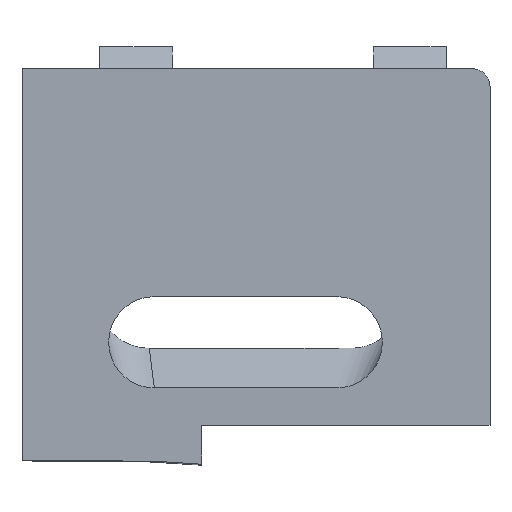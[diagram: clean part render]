
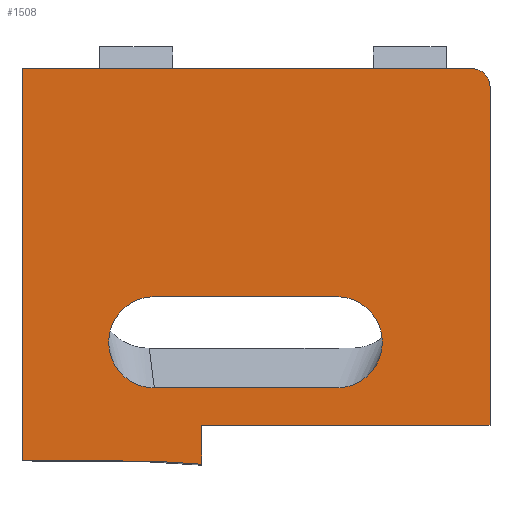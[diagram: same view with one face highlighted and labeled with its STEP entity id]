
A CAD part, top view. The second image highlights one B-rep face of the part: STEP entity #1508.
In plain terms, the highlighted planar face has unit normal (0, 0, 1).
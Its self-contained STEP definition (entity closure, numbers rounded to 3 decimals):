
#22 = VERTEX_POINT ( 'NONE', #1000 ) ;
#31 = VERTEX_POINT ( 'NONE', #430 ) ;
#34 = DIRECTION ( 'NONE',  ( 0., 1., 0. ) ) ;
#50 = ORIENTED_EDGE ( 'NONE', *, *, #1404, .F. ) ;
#57 = CARTESIAN_POINT ( 'NONE',  ( 68., 6.5, 13.1 ) ) ;
#66 = VECTOR ( 'NONE', #450, 1000. ) ;
#75 = PLANE ( 'NONE',  #702 ) ;
#134 = VECTOR ( 'NONE', #1108, 1000. ) ;
#137 = EDGE_CURVE ( 'NONE', #31, #1366, #1049, .T. ) ;
#161 = LINE ( 'NONE', #1079, #1374 ) ;
#163 = DIRECTION ( 'NONE',  ( 0., -1., 0. ) ) ;
#178 = CARTESIAN_POINT ( 'NONE',  ( 70.61, 2.315, 13.1 ) ) ;
#200 = VERTEX_POINT ( 'NONE', #817 ) ;
#207 = VECTOR ( 'NONE', #418, 1000. ) ;
#219 = EDGE_CURVE ( 'NONE', #821, #22, #758, .T. ) ;
#237 = ORIENTED_EDGE ( 'NONE', *, *, #1094, .F. ) ;
#238 = CARTESIAN_POINT ( 'NONE',  ( 86.4, 4.452, 13.1 ) ) ;
#246 = VERTEX_POINT ( 'NONE', #385 ) ;
#289 = FACE_OUTER_BOUND ( 'NONE', #1030, .T. ) ;
#300 = CARTESIAN_POINT ( 'NONE',  ( 78., 6.5, 13.1 ) ) ;
#307 = LINE ( 'NONE', #886, #134 ) ;
#318 = VERTEX_POINT ( 'NONE', #847 ) ;
#370 = ORIENTED_EDGE ( 'NONE', *, *, #445, .F. ) ;
#373 = VERTEX_POINT ( 'NONE', #1019 ) ;
#382 = EDGE_CURVE ( 'NONE', #858, #986, #776, .T. ) ;
#385 = CARTESIAN_POINT ( 'NONE',  ( 86.4, 23., 13.1 ) ) ;
#390 = DIRECTION ( 'NONE',  ( 0., 0., 1. ) ) ;
#418 = DIRECTION ( 'NONE',  ( 1., 0., 0. ) ) ;
#430 = CARTESIAN_POINT ( 'NONE',  ( 60.75, 2.508, 13.1 ) ) ;
#445 = EDGE_CURVE ( 'NONE', #557, #373, #307, .T. ) ;
#447 = LINE ( 'NONE', #916, #1376 ) ;
#450 = DIRECTION ( 'NONE',  ( 0., -1., 0. ) ) ;
#456 = VECTOR ( 'NONE', #163, 1000. ) ;
#462 = ORIENTED_EDGE ( 'NONE', *, *, #219, .F. ) ;
#489 = DIRECTION ( 'NONE',  ( -1., 0., 0. ) ) ;
#513 = EDGE_CURVE ( 'NONE', #986, #518, #1242, .T. ) ;
#518 = VERTEX_POINT ( 'NONE', #300 ) ;
#530 = CIRCLE ( 'NONE', #898, 2.5 ) ;
#550 = DIRECTION ( 'NONE',  ( 0., 0., 1. ) ) ;
#557 = VERTEX_POINT ( 'NONE', #1266 ) ;
#648 = CARTESIAN_POINT ( 'NONE',  ( 68., 9., 13.1 ) ) ;
#660 = DIRECTION ( 'NONE',  ( -1., 0., 0. ) ) ;
#694 = EDGE_CURVE ( 'NONE', #518, #200, #530, .T. ) ;
#702 = AXIS2_PLACEMENT_3D ( 'NONE', #893, #1005, #1346 ) ;
#707 = ORIENTED_EDGE ( 'NONE', *, *, #694, .F. ) ;
#725 = DIRECTION ( 'NONE',  ( 1., 0., 0. ) ) ;
#734 = EDGE_CURVE ( 'NONE', #22, #318, #1488, .T. ) ;
#758 = LINE ( 'NONE', #1216, #875 ) ;
#766 = FACE_BOUND ( 'NONE', #1391, .T. ) ;
#776 = CIRCLE ( 'NONE', #1234, 2.5 ) ;
#796 = ORIENTED_EDGE ( 'NONE', *, *, #734, .F. ) ;
#799 = ORIENTED_EDGE ( 'NONE', *, *, #137, .T. ) ;
#813 = CARTESIAN_POINT ( 'NONE',  ( 68., 11.5, 13.1 ) ) ;
#817 = CARTESIAN_POINT ( 'NONE',  ( 78., 11.5, 13.1 ) ) ;
#821 = VERTEX_POINT ( 'NONE', #238 ) ;
#823 = CARTESIAN_POINT ( 'NONE',  ( 0., 2.508, 13.1 ) ) ;
#847 = CARTESIAN_POINT ( 'NONE',  ( 70.61, 2.315, 13.1 ) ) ;
#858 = VERTEX_POINT ( 'NONE', #813 ) ;
#859 = CARTESIAN_POINT ( 'NONE',  ( 68.754, 2.503, 13.1 ) ) ;
#866 = CARTESIAN_POINT ( 'NONE',  ( 65., 2.508, 13.1 ) ) ;
#875 = VECTOR ( 'NONE', #489, 1000. ) ;
#876 = B_SPLINE_CURVE_WITH_KNOTS ( 'NONE', 3,
 ( #866, #1337, #859, #178 ),
 .UNSPECIFIED., .F., .F.,
 ( 4, 4 ),
 ( 0., 0.006 ),
 .UNSPECIFIED. ) ;
#886 = CARTESIAN_POINT ( 'NONE',  ( 60.75, 24., 13.1 ) ) ;
#893 = CARTESIAN_POINT ( 'NONE',  ( 0., 0., 13.1 ) ) ;
#898 = AXIS2_PLACEMENT_3D ( 'NONE', #1205, #390, #725 ) ;
#916 = CARTESIAN_POINT ( 'NONE',  ( 68., 11.5, 13.1 ) ) ;
#956 = EDGE_CURVE ( 'NONE', #1366, #318, #876, .T. ) ;
#962 = CARTESIAN_POINT ( 'NONE',  ( 65., 2.508, 13.1 ) ) ;
#986 = VERTEX_POINT ( 'NONE', #57 ) ;
#1000 = CARTESIAN_POINT ( 'NONE',  ( 70.61, 4.452, 13.1 ) ) ;
#1005 = DIRECTION ( 'NONE',  ( 0., 0., -1. ) ) ;
#1018 = EDGE_CURVE ( 'NONE', #246, #821, #1431, .T. ) ;
#1019 = CARTESIAN_POINT ( 'NONE',  ( 85.4, 24., 13.1 ) ) ;
#1030 = EDGE_LOOP ( 'NONE', ( #796, #462, #1287, #1333, #370, #50, #799, #1253 ) ) ;
#1041 = AXIS2_PLACEMENT_3D ( 'NONE', #1245, #1120, #1470 ) ;
#1049 = LINE ( 'NONE', #823, #1328 ) ;
#1056 = DIRECTION ( 'NONE',  ( 1., 0., 0. ) ) ;
#1079 = CARTESIAN_POINT ( 'NONE',  ( 60.75, 2.5, 13.1 ) ) ;
#1094 = EDGE_CURVE ( 'NONE', #200, #858, #447, .T. ) ;
#1108 = DIRECTION ( 'NONE',  ( 1., 0., 0. ) ) ;
#1120 = DIRECTION ( 'NONE',  ( 0., 0., 1. ) ) ;
#1137 = EDGE_CURVE ( 'NONE', #246, #373, #1353, .T. ) ;
#1152 = CARTESIAN_POINT ( 'NONE',  ( 70.61, 0., 13.1 ) ) ;
#1205 = CARTESIAN_POINT ( 'NONE',  ( 78., 9., 13.1 ) ) ;
#1216 = CARTESIAN_POINT ( 'NONE',  ( 0., 4.452, 13.1 ) ) ;
#1234 = AXIS2_PLACEMENT_3D ( 'NONE', #648, #550, #1249 ) ;
#1242 = LINE ( 'NONE', #1462, #207 ) ;
#1245 = CARTESIAN_POINT ( 'NONE',  ( 85.4, 23., 13.1 ) ) ;
#1249 = DIRECTION ( 'NONE',  ( 1., 0., 0. ) ) ;
#1253 = ORIENTED_EDGE ( 'NONE', *, *, #956, .T. ) ;
#1263 = ORIENTED_EDGE ( 'NONE', *, *, #382, .F. ) ;
#1266 = CARTESIAN_POINT ( 'NONE',  ( 60.75, 24., 13.1 ) ) ;
#1287 = ORIENTED_EDGE ( 'NONE', *, *, #1018, .F. ) ;
#1316 = CARTESIAN_POINT ( 'NONE',  ( 86.4, -3.896, 13.1 ) ) ;
#1328 = VECTOR ( 'NONE', #1056, 1000. ) ;
#1333 = ORIENTED_EDGE ( 'NONE', *, *, #1137, .T. ) ;
#1337 = CARTESIAN_POINT ( 'NONE',  ( 66.877, 2.508, 13.1 ) ) ;
#1346 = DIRECTION ( 'NONE',  ( -1., 0., 0. ) ) ;
#1353 = CIRCLE ( 'NONE', #1041, 1. ) ;
#1366 = VERTEX_POINT ( 'NONE', #962 ) ;
#1374 = VECTOR ( 'NONE', #34, 1000. ) ;
#1376 = VECTOR ( 'NONE', #660, 1000. ) ;
#1391 = EDGE_LOOP ( 'NONE', ( #237, #707, #1408, #1263 ) ) ;
#1404 = EDGE_CURVE ( 'NONE', #31, #557, #161, .T. ) ;
#1408 = ORIENTED_EDGE ( 'NONE', *, *, #513, .F. ) ;
#1431 = LINE ( 'NONE', #1316, #456 ) ;
#1462 = CARTESIAN_POINT ( 'NONE',  ( 68., 6.5, 13.1 ) ) ;
#1470 = DIRECTION ( 'NONE',  ( -1., 0., 0. ) ) ;
#1488 = LINE ( 'NONE', #1152, #66 ) ;
#1508 = ADVANCED_FACE ( 'NONE', ( #766, #289 ), #75, .F. ) ;
